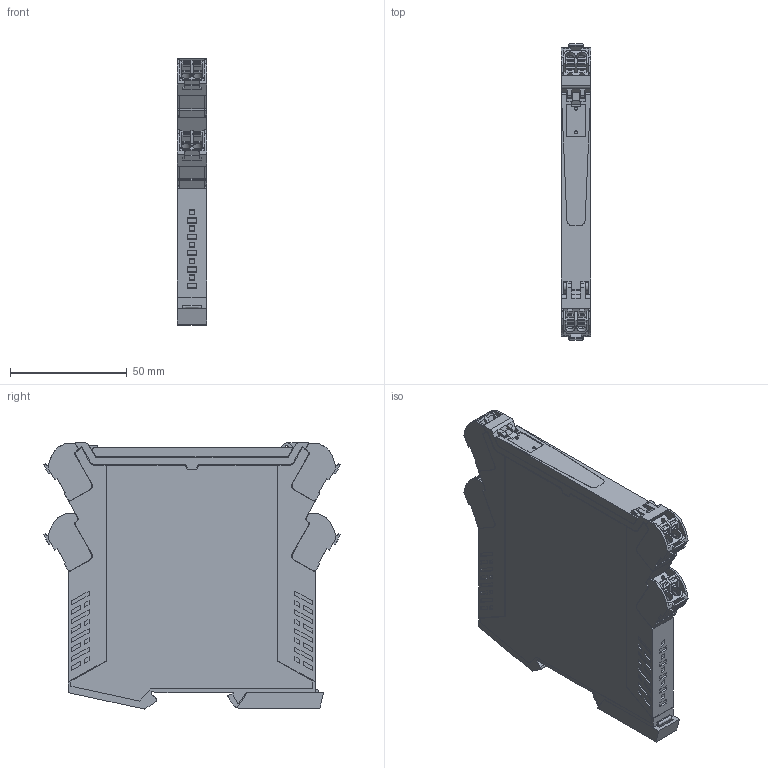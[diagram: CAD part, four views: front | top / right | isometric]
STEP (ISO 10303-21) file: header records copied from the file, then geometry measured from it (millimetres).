
FILE_DESCRIPTION(('CATIA V5 STEP Exchange','CAx-IF Rec.Pracs.--- Model Styling and Organization---1.4--- 2014-01-23'),'2;1');
FILE_NAME ('D1408132_1', '2020-02-14T10:01:59+00:00', ('none'), ('Weidmueller'), 'CATIA Version 5-6 Release 2016 SP3 HF44', 'CATIA V5 STEP AP214', 'none');
FILE_SCHEMA(('AUTOMOTIVE_DESIGN { 1 0 10303 214 1 1 1 1 }'));
Products named in the file (1): 7760054358
Bounding box: 12.5 x 127.16 x 114.02 mm (x, y, z)
Volume: 146570.6 mm3; surface area: 47449.3 mm2
Topology: 21 solids, 21 shells, 1569 faces, 4755 edges, 3307 vertices
Faces by surface type: plane 1242, cylinder 213, extrusion 52, cone 44, torus 16, sphere 2
Entity records: 54127 total; most frequent: CARTESIAN_POINT 12447, ORIENTED_EDGE 9510, DIRECTION 6340, EDGE_CURVE 4755, VECTOR 3621, LINE 3569, VERTEX_POINT 3307, EDGE_LOOP 1664
